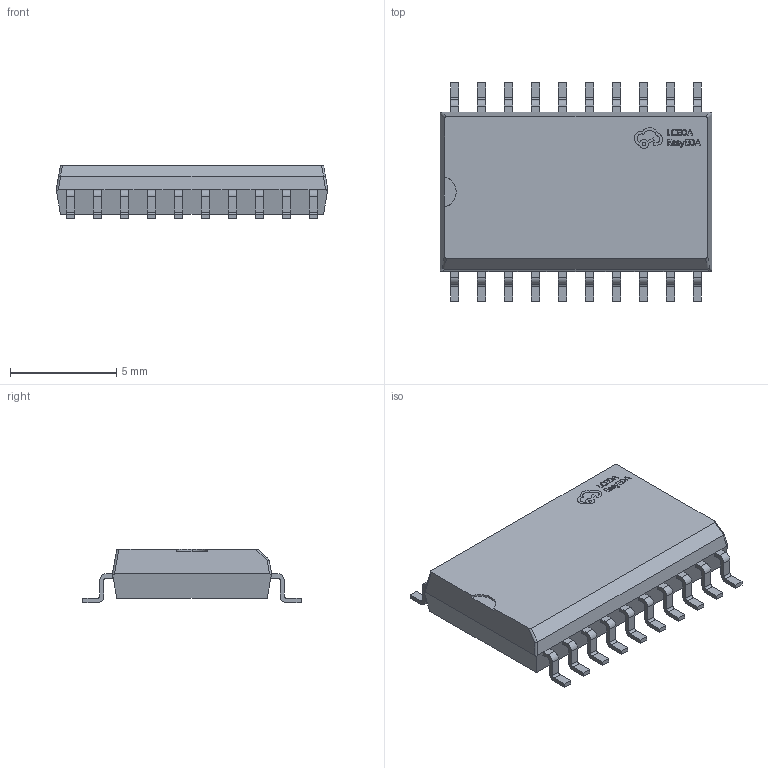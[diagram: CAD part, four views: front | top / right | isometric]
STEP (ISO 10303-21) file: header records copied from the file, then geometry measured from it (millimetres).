
FILE_DESCRIPTION (( 'STEP AP214' ), '1' );
FILE_NAME ('SO-20_L12.8-W7.5-H2.5-P1.27-LS10.3-BL.step', '2022-07-29T06:43:00', ( '' ), ( '' ), 'SwSTEP 2.0', 'SolidWorks 2020', '' );
FILE_SCHEMA (( 'AUTOMOTIVE_DESIGN' ));
Length unit declared in the file: millimetre
Products named in the file (1): SO-20_L12.8-W7.5-H2.5-P1.27-LS10.3-BL
Bounding box: 12.8 x 10.3 x 2.5 mm (x, y, z)
Volume: 214 mm3; surface area: 323.7 mm2
Topology: 2 solids, 2 shells, 505 faces, 1408 edges, 926 vertices
Faces by surface type: plane 319, bspline 98, cylinder 88
Entity records: 22172 total; most frequent: CARTESIAN_POINT 4200, ORIENTED_EDGE 2816, DIRECTION 2170, EDGE_CURVE 1408, VECTOR 1026, LINE 1026, VERTEX_POINT 926, AXIS2_PLACEMENT_3D 572
